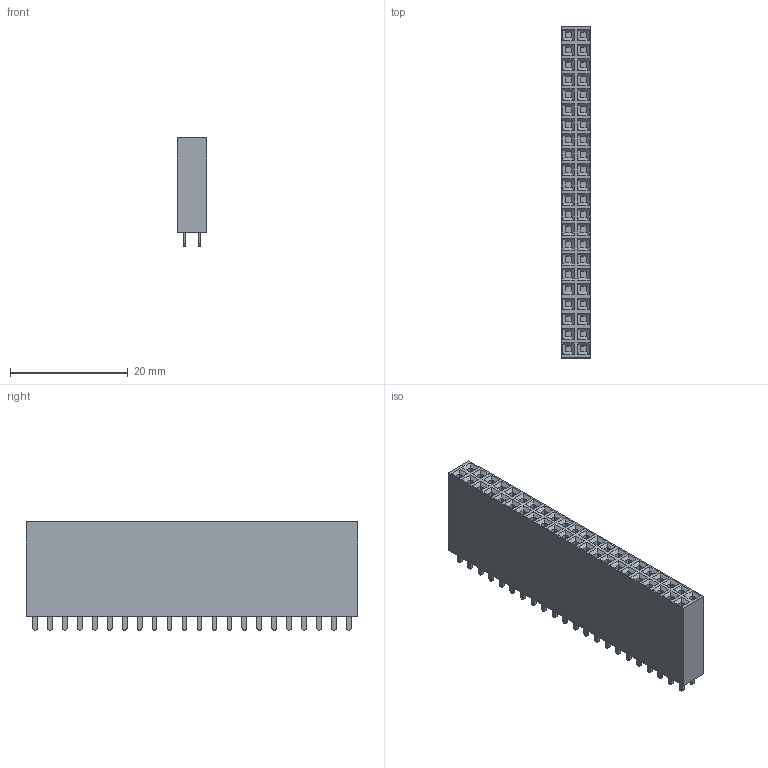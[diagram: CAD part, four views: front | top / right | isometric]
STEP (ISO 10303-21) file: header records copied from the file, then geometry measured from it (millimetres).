
FILE_DESCRIPTION(('FreeCAD Model'),'2;1');
FILE_NAME('ESW-122-33-L-D.step', '2017-06-07T16:58:39',('kicad StepUp'),('ksu MCAD'), 'Open CASCADE STEP processor 6.8','FreeCAD','Unknown');
FILE_SCHEMA(('AUTOMOTIVE_DESIGN_CC2 { 1 2 10303 214 -1 1 5 4 }'));
Length unit declared in the file: millimetre
Products named in the file (1): ESW-122-33-L-D
Bounding box: 4.95 x 56.39 x 18.42 mm (x, y, z)
Volume: 3998.5 mm3; surface area: 4757.6 mm2
Topology: 1 solids, 1 shells, 622 faces, 1420 edges, 888 vertices
Faces by surface type: plane 402, bspline 176, cylinder 44
Entity records: 21155 total; most frequent: CARTESIAN_POINT 3635, ORIENTED_EDGE 2840, DIRECTION 2226, EDGE_CURVE 1420, LINE 1156, VECTOR 1156, VERTEX_POINT 888, FACE_BOUND 710
